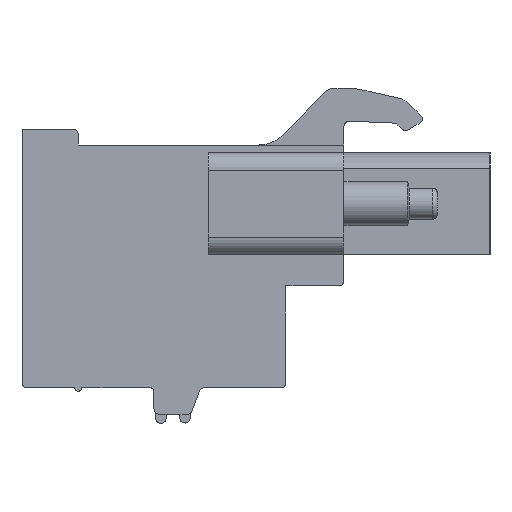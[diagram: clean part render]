
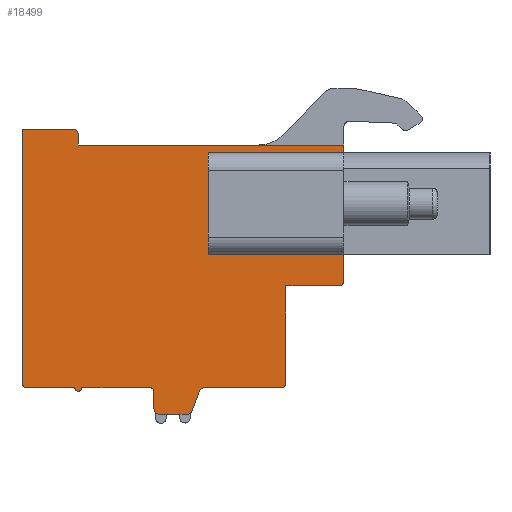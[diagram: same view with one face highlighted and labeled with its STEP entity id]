
A CAD part, left-side view. The second image highlights one B-rep face of the part: STEP entity #18499.
In plain terms, the highlighted planar face has unit normal (-1, 0, 0).
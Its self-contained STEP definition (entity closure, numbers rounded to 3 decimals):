
#3212=DIRECTION('',(0.,0.,1.));
#3213=VECTOR('',#3212,5.8);
#3214=CARTESIAN_POINT('',(-81.9,2.04,0.73));
#3215=LINE('',#3214,#3213);
#3264=DIRECTION('',(0.,0.,1.));
#3265=VECTOR('',#3264,5.8);
#3266=CARTESIAN_POINT('',(-81.9,-4.06,0.73));
#3267=LINE('',#3266,#3265);
#3268=DIRECTION('',(0.,1.,0.));
#3269=VECTOR('',#3268,6.1);
#3270=CARTESIAN_POINT('',(-81.9,-4.06,0.73));
#3271=LINE('',#3270,#3269);
#3272=DIRECTION('',(0.,1.,0.));
#3273=VECTOR('',#3272,6.1);
#3274=CARTESIAN_POINT('',(-81.9,-4.06,6.53));
#3275=LINE('',#3274,#3273);
#3276=CARTESIAN_POINT('',(-81.9,-5.36,-0.74));
#3277=DIRECTION('',(1.,0.,0.));
#3278=DIRECTION('',(0.,-1.,0.));
#3279=AXIS2_PLACEMENT_3D('',#3276,#3277,#3278);
#3281=DIRECTION('',(0.,-1.,0.));
#3282=VECTOR('',#3281,3.);
#3283=CARTESIAN_POINT('',(-81.9,-2.36,-1.04));
#3284=LINE('',#3283,#3282);
#3285=CARTESIAN_POINT('',(-81.9,-2.06,-6.54));
#3286=DIRECTION('',(1.,0.,0.));
#3287=DIRECTION('',(0.,-1.,0.));
#3288=AXIS2_PLACEMENT_3D('',#3285,#3286,#3287);
#3290=DIRECTION('',(0.,1.,0.));
#3291=VECTOR('',#3290,4.34);
#3292=CARTESIAN_POINT('',(-81.9,-2.06,-6.84));
#3293=LINE('',#3292,#3291);
#3294=CARTESIAN_POINT('',(-81.9,2.28,-7.14));
#3295=DIRECTION('',(-1.,0.,0.));
#3296=DIRECTION('',(0.,0.,1.));
#3297=AXIS2_PLACEMENT_3D('',#3294,#3295,#3296);
#3299=DIRECTION('',(0.,0.345,-0.939));
#3300=VECTOR('',#3299,1.179);
#3301=CARTESIAN_POINT('',(-81.9,2.562,-7.037));
#3302=LINE('',#3301,#3300);
#3303=CARTESIAN_POINT('',(-81.9,3.25,-8.04));
#3304=DIRECTION('',(1.,0.,0.));
#3305=DIRECTION('',(0.,-0.939,-0.345));
#3306=AXIS2_PLACEMENT_3D('',#3303,#3304,#3305);
#3308=DIRECTION('',(0.,1.,0.));
#3309=VECTOR('',#3308,1.59);
#3310=CARTESIAN_POINT('',(-81.9,3.25,-8.34));
#3311=LINE('',#3310,#3309);
#3312=CARTESIAN_POINT('',(-81.9,4.84,-8.04));
#3313=DIRECTION('',(1.,0.,0.));
#3314=DIRECTION('',(0.,0.,-1.));
#3315=AXIS2_PLACEMENT_3D('',#3312,#3313,#3314);
#3317=DIRECTION('',(0.,0.,1.));
#3318=VECTOR('',#3317,1.);
#3319=CARTESIAN_POINT('',(-81.9,5.14,-8.04));
#3320=LINE('',#3319,#3318);
#3321=CARTESIAN_POINT('',(-81.9,5.34,-7.04));
#3322=DIRECTION('',(-1.,0.,0.));
#3323=DIRECTION('',(0.,-1.,0.));
#3324=AXIS2_PLACEMENT_3D('',#3321,#3322,#3323);
#3326=DIRECTION('',(0.,1.,0.));
#3327=VECTOR('',#3326,3.9);
#3328=CARTESIAN_POINT('',(-81.9,5.34,-6.84));
#3329=LINE('',#3328,#3327);
#3330=CARTESIAN_POINT('',(-81.9,9.44,-6.84));
#3331=DIRECTION('',(1.,0.,0.));
#3332=DIRECTION('',(0.,-1.,0.));
#3333=AXIS2_PLACEMENT_3D('',#3330,#3331,#3332);
#3335=DIRECTION('',(0.,1.,0.));
#3336=VECTOR('',#3335,2.7);
#3337=CARTESIAN_POINT('',(-81.9,9.64,-6.84));
#3338=LINE('',#3337,#3336);
#3339=CARTESIAN_POINT('',(-81.9,12.34,-6.54));
#3340=DIRECTION('',(1.,0.,0.));
#3341=DIRECTION('',(0.,0.,-1.));
#3342=AXIS2_PLACEMENT_3D('',#3339,#3340,#3341);
#3344=DIRECTION('',(0.,0.,1.));
#3345=VECTOR('',#3344,14.4);
#3346=CARTESIAN_POINT('',(-81.9,12.64,-6.54));
#3347=LINE('',#3346,#3345);
#3348=DIRECTION('',(0.,-1.,0.));
#3349=VECTOR('',#3348,2.9);
#3350=CARTESIAN_POINT('',(-81.9,12.64,7.86));
#3351=LINE('',#3350,#3349);
#3352=CARTESIAN_POINT('',(-81.9,9.74,7.56));
#3353=DIRECTION('',(1.,0.,0.));
#3354=DIRECTION('',(0.,0.,1.));
#3355=AXIS2_PLACEMENT_3D('',#3352,#3353,#3354);
#3357=DIRECTION('',(0.,0.,-1.));
#3358=VECTOR('',#3357,0.6);
#3359=CARTESIAN_POINT('',(-81.9,9.44,7.56));
#3360=LINE('',#3359,#3358);
#3361=DIRECTION('',(0.,-1.,0.));
#3362=VECTOR('',#3361,15.1);
#3363=CARTESIAN_POINT('',(-81.9,9.44,6.96));
#3364=LINE('',#3363,#3362);
#3365=DIRECTION('',(0.,0.,-1.));
#3366=VECTOR('',#3365,7.7);
#3367=CARTESIAN_POINT('',(-81.9,-5.66,6.96));
#3368=LINE('',#3367,#3366);
#3381=DIRECTION('',(0.,0.,1.));
#3382=VECTOR('',#3381,5.5);
#3383=CARTESIAN_POINT('',(-81.9,-2.36,-6.54));
#3384=LINE('',#3383,#3382);
#10569=CARTESIAN_POINT('',(-81.9,9.44,6.96));
#10570=CARTESIAN_POINT('',(-81.9,-5.66,6.96));
#10571=VERTEX_POINT('',#10569);
#10572=VERTEX_POINT('',#10570);
#10573=CARTESIAN_POINT('',(-81.9,-2.36,-6.54));
#10574=CARTESIAN_POINT('',(-81.9,-2.06,-6.84));
#10575=VERTEX_POINT('',#10573);
#10576=VERTEX_POINT('',#10574);
#10577=CARTESIAN_POINT('',(-81.9,2.28,-6.84));
#10578=VERTEX_POINT('',#10577);
#10579=CARTESIAN_POINT('',(-81.9,2.562,-7.037));
#10580=VERTEX_POINT('',#10579);
#10581=CARTESIAN_POINT('',(-81.9,2.968,-8.143));
#10582=VERTEX_POINT('',#10581);
#10583=CARTESIAN_POINT('',(-81.9,3.25,-8.34));
#10584=VERTEX_POINT('',#10583);
#10585=CARTESIAN_POINT('',(-81.9,4.84,-8.34));
#10586=VERTEX_POINT('',#10585);
#10587=CARTESIAN_POINT('',(-81.9,5.14,-8.04));
#10588=VERTEX_POINT('',#10587);
#10589=CARTESIAN_POINT('',(-81.9,5.14,-7.04));
#10590=VERTEX_POINT('',#10589);
#10591=CARTESIAN_POINT('',(-81.9,5.34,-6.84));
#10592=VERTEX_POINT('',#10591);
#10593=CARTESIAN_POINT('',(-81.9,9.24,-6.84));
#10594=VERTEX_POINT('',#10593);
#10595=CARTESIAN_POINT('',(-81.9,9.64,-6.84));
#10596=VERTEX_POINT('',#10595);
#10597=CARTESIAN_POINT('',(-81.9,12.34,-6.84));
#10598=VERTEX_POINT('',#10597);
#10599=CARTESIAN_POINT('',(-81.9,12.64,-6.54));
#10600=VERTEX_POINT('',#10599);
#10601=CARTESIAN_POINT('',(-81.9,12.64,7.86));
#10602=VERTEX_POINT('',#10601);
#10603=CARTESIAN_POINT('',(-81.9,9.74,7.86));
#10604=VERTEX_POINT('',#10603);
#10605=CARTESIAN_POINT('',(-81.9,9.44,7.56));
#10606=VERTEX_POINT('',#10605);
#13531=CARTESIAN_POINT('',(-81.9,2.04,0.73));
#13532=CARTESIAN_POINT('',(-81.9,2.04,6.53));
#13533=VERTEX_POINT('',#13531);
#13534=VERTEX_POINT('',#13532);
#13567=CARTESIAN_POINT('',(-81.9,-4.06,0.73));
#13568=CARTESIAN_POINT('',(-81.9,-4.06,6.53));
#13569=VERTEX_POINT('',#13567);
#13570=VERTEX_POINT('',#13568);
#13813=CARTESIAN_POINT('',(-81.9,-5.66,-0.74));
#13814=VERTEX_POINT('',#13813);
#13815=CARTESIAN_POINT('',(-81.9,-2.36,-1.04));
#13816=VERTEX_POINT('',#13815);
#13817=CARTESIAN_POINT('',(-81.9,-5.36,-1.04));
#13818=VERTEX_POINT('',#13817);
#18443=CARTESIAN_POINT('',(-81.9,0.,0.));
#18444=DIRECTION('',(1.,0.,0.));
#18445=DIRECTION('',(0.,-1.,0.));
#18446=AXIS2_PLACEMENT_3D('',#18443,#18444,#18445);
#18447=PLANE('',#18446);
#18449=ORIENTED_EDGE('',*,*,#18448,.T.);
#18451=ORIENTED_EDGE('',*,*,#18450,.F.);
#18453=ORIENTED_EDGE('',*,*,#18452,.F.);
#18455=ORIENTED_EDGE('',*,*,#18454,.T.);
#18457=ORIENTED_EDGE('',*,*,#18456,.T.);
#18459=ORIENTED_EDGE('',*,*,#18458,.T.);
#18461=ORIENTED_EDGE('',*,*,#18460,.T.);
#18463=ORIENTED_EDGE('',*,*,#18462,.T.);
#18465=ORIENTED_EDGE('',*,*,#18464,.T.);
#18467=ORIENTED_EDGE('',*,*,#18466,.T.);
#18469=ORIENTED_EDGE('',*,*,#18468,.T.);
#18471=ORIENTED_EDGE('',*,*,#18470,.T.);
#18473=ORIENTED_EDGE('',*,*,#18472,.T.);
#18475=ORIENTED_EDGE('',*,*,#18474,.T.);
#18477=ORIENTED_EDGE('',*,*,#18476,.T.);
#18479=ORIENTED_EDGE('',*,*,#18478,.T.);
#18481=ORIENTED_EDGE('',*,*,#18480,.T.);
#18483=ORIENTED_EDGE('',*,*,#18482,.T.);
#18485=ORIENTED_EDGE('',*,*,#18484,.T.);
#18487=ORIENTED_EDGE('',*,*,#18486,.T.);
#18489=ORIENTED_EDGE('',*,*,#18488,.T.);
#18490=ORIENTED_EDGE('',*,*,#14012,.T.);
#18491=EDGE_LOOP('',(#18449,#18451,#18453,#18455,#18457,#18459,#18461,#18463,
#18465,#18467,#18469,#18471,#18473,#18475,#18477,#18479,#18481,#18483,#18485,
#18487,#18489,#18490));
#18492=FACE_OUTER_BOUND('',#18491,.F.);
#18493=ORIENTED_EDGE('',*,*,#18409,.F.);
#18494=ORIENTED_EDGE('',*,*,#18435,.T.);
#18495=ORIENTED_EDGE('',*,*,#18338,.T.);
#18496=ORIENTED_EDGE('',*,*,#18370,.F.);
#18497=EDGE_LOOP('',(#18493,#18494,#18495,#18496));
#18498=FACE_BOUND('',#18497,.F.);
#18499=ADVANCED_FACE('',(#18492,#18498),#18447,.F.);
#3280=CIRCLE('',#3279,0.3);
#3289=CIRCLE('',#3288,0.3);
#3298=CIRCLE('',#3297,0.3);
#3307=CIRCLE('',#3306,0.3);
#3316=CIRCLE('',#3315,0.3);
#3325=CIRCLE('',#3324,0.2);
#3334=CIRCLE('',#3333,0.2);
#3343=CIRCLE('',#3342,0.3);
#3356=CIRCLE('',#3355,0.3);
#14012=EDGE_CURVE('',#10572,#13814,#3368,.T.);
#18338=EDGE_CURVE('',#13570,#13534,#3275,.T.);
#18370=EDGE_CURVE('',#13533,#13534,#3215,.T.);
#18409=EDGE_CURVE('',#13569,#13533,#3271,.T.);
#18435=EDGE_CURVE('',#13569,#13570,#3267,.T.);
#18448=EDGE_CURVE('',#13814,#13818,#3280,.T.);
#18450=EDGE_CURVE('',#13816,#13818,#3284,.T.);
#18452=EDGE_CURVE('',#10575,#13816,#3384,.T.);
#18454=EDGE_CURVE('',#10575,#10576,#3289,.T.);
#18456=EDGE_CURVE('',#10576,#10578,#3293,.T.);
#18458=EDGE_CURVE('',#10578,#10580,#3298,.T.);
#18460=EDGE_CURVE('',#10580,#10582,#3302,.T.);
#18462=EDGE_CURVE('',#10582,#10584,#3307,.T.);
#18464=EDGE_CURVE('',#10584,#10586,#3311,.T.);
#18466=EDGE_CURVE('',#10586,#10588,#3316,.T.);
#18468=EDGE_CURVE('',#10588,#10590,#3320,.T.);
#18470=EDGE_CURVE('',#10590,#10592,#3325,.T.);
#18472=EDGE_CURVE('',#10592,#10594,#3329,.T.);
#18474=EDGE_CURVE('',#10594,#10596,#3334,.T.);
#18476=EDGE_CURVE('',#10596,#10598,#3338,.T.);
#18478=EDGE_CURVE('',#10598,#10600,#3343,.T.);
#18480=EDGE_CURVE('',#10600,#10602,#3347,.T.);
#18482=EDGE_CURVE('',#10602,#10604,#3351,.T.);
#18484=EDGE_CURVE('',#10604,#10606,#3356,.T.);
#18486=EDGE_CURVE('',#10606,#10571,#3360,.T.);
#18488=EDGE_CURVE('',#10571,#10572,#3364,.T.);
